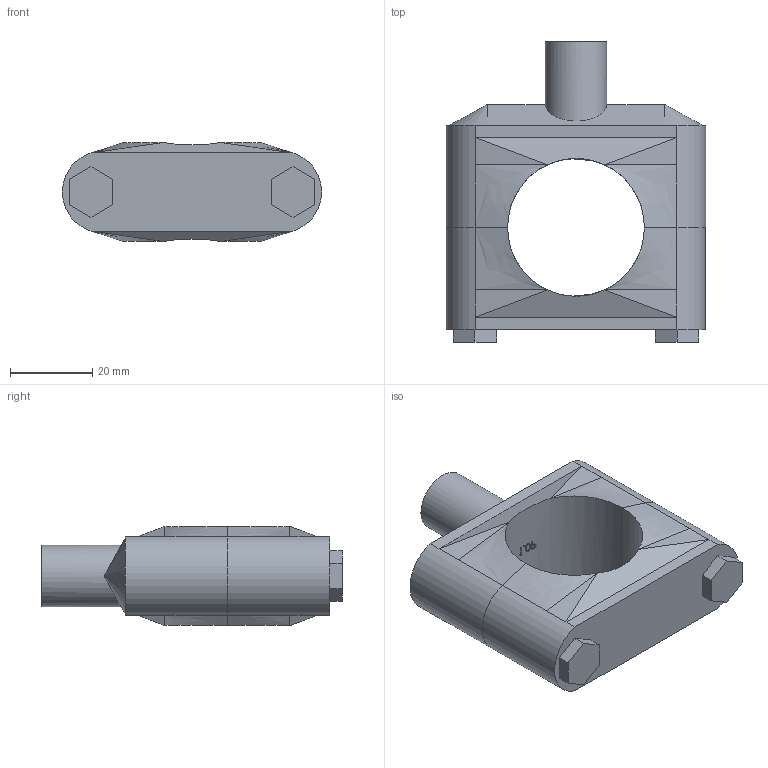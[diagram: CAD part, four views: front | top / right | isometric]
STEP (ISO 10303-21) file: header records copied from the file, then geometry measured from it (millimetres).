
FILE_DESCRIPTION (( 'STEP AP203' ), '1' );
FILE_NAME ('CSDH1.0PXX.STEP', '2018-12-17T07:39:16', ( '' ), ( '' ), 'SwSTEP 2.0', 'SolidWorks 2013', '' );
FILE_SCHEMA (( 'CONFIG_CONTROL_DESIGN' ));
Length unit declared in the file: millimetre
Products named in the file (1): CSDH1.0PXX
Bounding box: 63.17 x 73.25 x 24.13 mm (x, y, z)
Surface area: 13236 mm2 (no closed solid volume)
Topology: 0 solids, 1 shells, 132 faces, 372 edges, 250 vertices
Faces by surface type: plane 63, bspline 43, cylinder 22, sphere 2, cone 2
Full cylindrical faces by diameter (mm): 7.937 x1, 14.986 x1
Entity records: 9203 total; most frequent: CARTESIAN_POINT 6164, ORIENTED_EDGE 688, DIRECTION 428, EDGE_CURVE 368, VERTEX_POINT 248, B_SPLINE_CURVE_WITH_KNOTS 164, EDGE_LOOP 156, VECTOR 148
